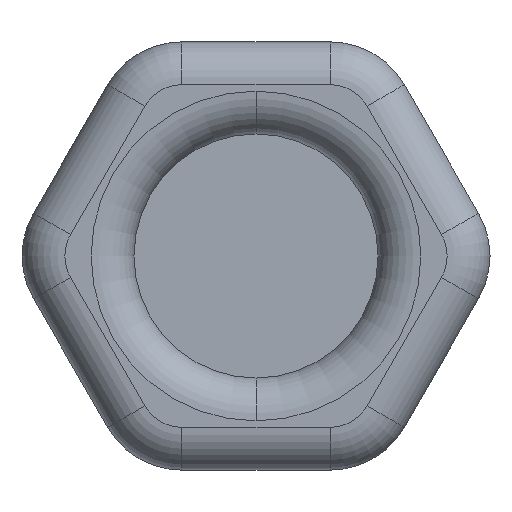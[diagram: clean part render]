
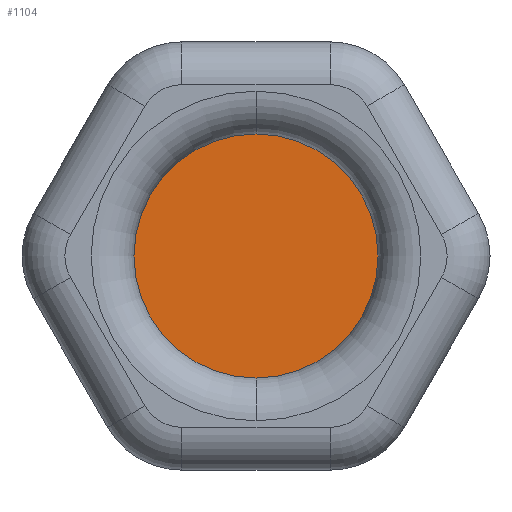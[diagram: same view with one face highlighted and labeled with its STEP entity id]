
A CAD part, front view. The second image highlights one B-rep face of the part: STEP entity #1104.
In plain terms, the highlighted planar face has unit normal (0, -1, 0).
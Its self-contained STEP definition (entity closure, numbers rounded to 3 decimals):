
#25 = DIRECTION ( 'NONE',  ( 0., -1., 0. ) ) ;
#63 = ORIENTED_EDGE ( 'NONE', *, *, #723, .T. ) ;
#73 = CIRCLE ( 'NONE', #729, 2.85 ) ;
#97 = DIRECTION ( 'NONE',  ( 0., 0., -1. ) ) ;
#134 = AXIS2_PLACEMENT_3D ( 'NONE', #715, #521, #273 ) ;
#192 = AXIS2_PLACEMENT_3D ( 'NONE', #844, #25, #379 ) ;
#273 = DIRECTION ( 'NONE',  ( 0., 0., -1. ) ) ;
#348 = CARTESIAN_POINT ( 'NONE',  ( 0., 25., 0. ) ) ;
#379 = DIRECTION ( 'NONE',  ( 0., 0., -1. ) ) ;
#421 = EDGE_LOOP ( 'NONE', ( #575, #63 ) ) ;
#491 = CIRCLE ( 'NONE', #192, 2.85 ) ;
#521 = DIRECTION ( 'NONE',  ( 0., -1., 0. ) ) ;
#575 = ORIENTED_EDGE ( 'NONE', *, *, #887, .T. ) ;
#616 = CARTESIAN_POINT ( 'NONE',  ( 0., 25., 2.85 ) ) ;
#628 = VERTEX_POINT ( 'NONE', #1149 ) ;
#715 = CARTESIAN_POINT ( 'NONE',  ( 0., 25., 0. ) ) ;
#723 = EDGE_CURVE ( 'NONE', #1053, #628, #73, .T. ) ;
#729 = AXIS2_PLACEMENT_3D ( 'NONE', #348, #920, #97 ) ;
#804 = PLANE ( 'NONE',  #134 ) ;
#844 = CARTESIAN_POINT ( 'NONE',  ( 0., 25., 0. ) ) ;
#887 = EDGE_CURVE ( 'NONE', #628, #1053, #491, .T. ) ;
#904 = FACE_OUTER_BOUND ( 'NONE', #421, .T. ) ;
#920 = DIRECTION ( 'NONE',  ( 0., -1., 0. ) ) ;
#1053 = VERTEX_POINT ( 'NONE', #616 ) ;
#1104 = ADVANCED_FACE ( 'NONE', ( #904 ), #804, .T. ) ;
#1149 = CARTESIAN_POINT ( 'NONE',  ( 0., 25., -2.85 ) ) ;
